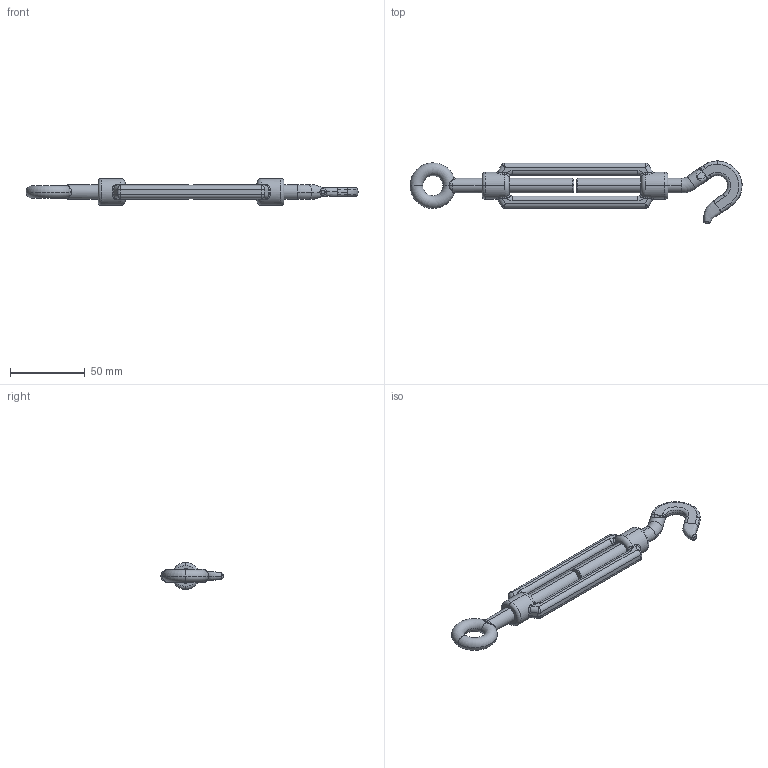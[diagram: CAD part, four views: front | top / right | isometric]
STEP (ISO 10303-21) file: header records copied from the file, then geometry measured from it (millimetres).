
FILE_DESCRIPTION (( 'STEP AP203' ), '1' );
FILE_NAME ('T39601.STEP', '2018-07-23T11:49:45', ( '' ), ( '' ), 'SwSTEP 2.0', 'SolidWorks 2016', '' );
FILE_SCHEMA (( 'CONFIG_CONTROL_DESIGN' ));
Length unit declared in the file: millimetre
Products named in the file (1): T39601
Bounding box: 221.7 x 41.52 x 18 mm (x, y, z)
Volume: 38358.1 mm3; surface area: 15484.6 mm2
Topology: 1 solids, 1 shells, 187 faces, 458 edges, 257 vertices
Faces by surface type: bspline 64, cylinder 59, torus 37, plane 23, cone 4
Entity records: 9090 total; most frequent: CARTESIAN_POINT 5181, ORIENTED_EDGE 884, DIRECTION 731, EDGE_CURVE 442, AXIS2_PLACEMENT_3D 313, VERTEX_POINT 257, EDGE_LOOP 191, CIRCLE 189
